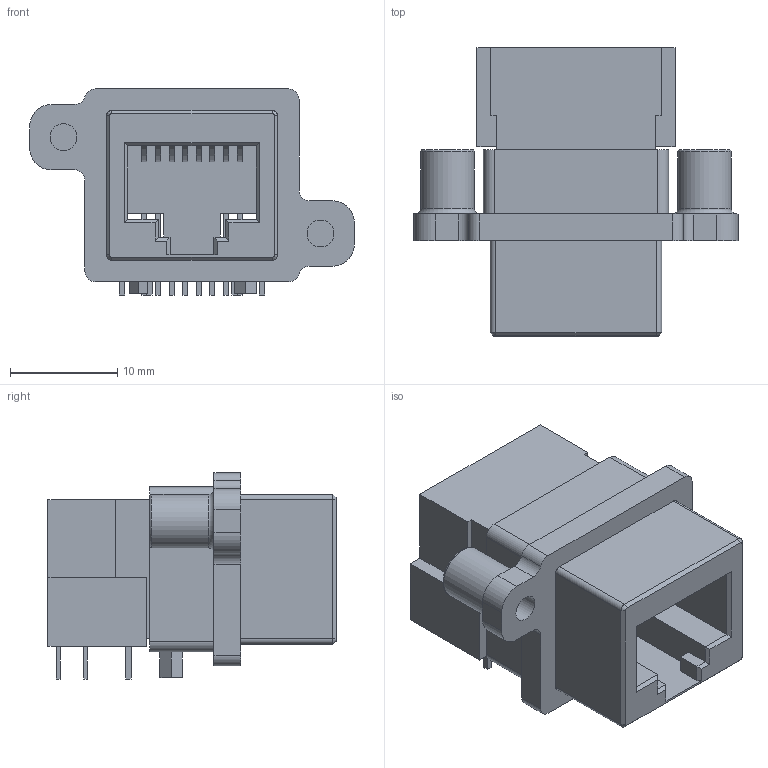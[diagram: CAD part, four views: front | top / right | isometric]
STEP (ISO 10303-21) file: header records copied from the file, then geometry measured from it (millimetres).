
FILE_DESCRIPTION(('FreeCAD Model'),'2;1');
FILE_NAME('Open CASCADE Shape Model','2024-12-24T17:06:08',(''),(''), 'Open CASCADE STEP processor 7.6','FreeCAD','Unknown');
FILE_SCHEMA(('AUTOMOTIVE_DESIGN { 1 0 10303 214 1 1 1 1 }'));
Length unit declared in the file: millimetre
Products named in the file (4): MRJ_5381_M1; Body; Pins; Cut
Assembly tree (3 placements, depth 2):
  MRJ_5381_M1
    Body
    Pins
    Cut
Bounding box: 30.3 x 26.9 x 19.24 mm (x, y, z)
Volume: 4693.7 mm3; surface area: 5179.2 mm2
Topology: 14 solids, 14 shells, 318 faces, 853 edges, 562 vertices
Faces by surface type: plane 270, cylinder 40, torus 4, cone 4
Full cylindrical faces by diameter (mm): 2.5 x2, 5 x2
Entity records: 10052 total; most frequent: CARTESIAN_POINT 1737, ORIENTED_EDGE 1706, DIRECTION 1589, EDGE_CURVE 853, LINE 761, VECTOR 761, VERTEX_POINT 562, AXIS2_PLACEMENT_3D 414
